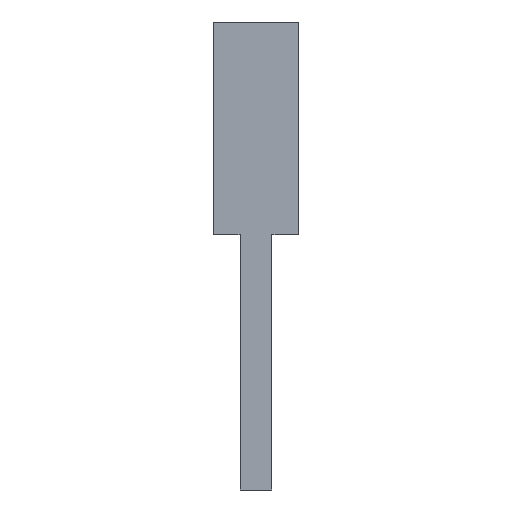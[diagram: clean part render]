
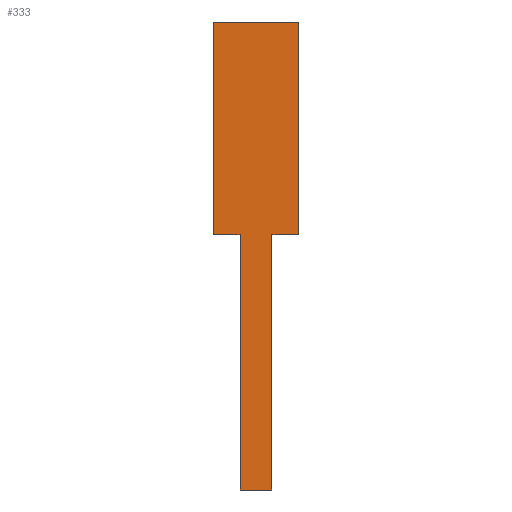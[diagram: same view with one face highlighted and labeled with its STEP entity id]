
A CAD part, left-side view. The second image highlights one B-rep face of the part: STEP entity #333.
In plain terms, the highlighted planar face has unit normal (-1, 0, 0).
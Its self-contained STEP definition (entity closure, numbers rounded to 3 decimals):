
#5 = CARTESIAN_POINT ( 'NONE',  ( -6., -2., 0. ) ) ;
#18 = VERTEX_POINT ( 'NONE', #5 ) ;
#19 = EDGE_CURVE ( 'NONE', #129, #65, #172, .T. ) ;
#25 = CARTESIAN_POINT ( 'NONE',  ( -6., 0., 0. ) ) ;
#28 = DIRECTION ( 'NONE',  ( 0., 0., -1. ) ) ;
#29 = VERTEX_POINT ( 'NONE', #87 ) ;
#35 = DIRECTION ( 'NONE',  ( 0., -1., 0. ) ) ;
#44 = CARTESIAN_POINT ( 'NONE',  ( -6., -2., -10. ) ) ;
#45 = ORIENTED_EDGE ( 'NONE', *, *, #252, .F. ) ;
#46 = CARTESIAN_POINT ( 'NONE',  ( -6., 0.75, -10. ) ) ;
#53 = CARTESIAN_POINT ( 'NONE',  ( -6., -0.75, -10. ) ) ;
#63 = LINE ( 'NONE', #118, #81 ) ;
#65 = VERTEX_POINT ( 'NONE', #226 ) ;
#67 = CARTESIAN_POINT ( 'NONE',  ( -6., 0.75, -22. ) ) ;
#71 = EDGE_CURVE ( 'NONE', #302, #209, #161, .T. ) ;
#81 = VECTOR ( 'NONE', #120, 1000. ) ;
#87 = CARTESIAN_POINT ( 'NONE',  ( -6., 0.75, -22. ) ) ;
#89 = CARTESIAN_POINT ( 'NONE',  ( -6., -0.75, -10. ) ) ;
#97 = LINE ( 'NONE', #67, #169 ) ;
#102 = ORIENTED_EDGE ( 'NONE', *, *, #181, .F. ) ;
#114 = VECTOR ( 'NONE', #35, 1000. ) ;
#118 = CARTESIAN_POINT ( 'NONE',  ( -6., -2., -10. ) ) ;
#120 = DIRECTION ( 'NONE',  ( 0., 0., -1. ) ) ;
#127 = LINE ( 'NONE', #167, #214 ) ;
#129 = VERTEX_POINT ( 'NONE', #279 ) ;
#144 = DIRECTION ( 'NONE',  ( 0., 0., 1. ) ) ;
#147 = EDGE_LOOP ( 'NONE', ( #321, #153, #308, #102, #193, #45, #163, #242 ) ) ;
#153 = ORIENTED_EDGE ( 'NONE', *, *, #19, .F. ) ;
#156 = VECTOR ( 'NONE', #28, 1000. ) ;
#161 = LINE ( 'NONE', #53, #251 ) ;
#162 = EDGE_CURVE ( 'NONE', #65, #18, #229, .T. ) ;
#163 = ORIENTED_EDGE ( 'NONE', *, *, #71, .F. ) ;
#164 = CARTESIAN_POINT ( 'NONE',  ( -6., 2., -10. ) ) ;
#166 = VERTEX_POINT ( 'NONE', #284 ) ;
#167 = CARTESIAN_POINT ( 'NONE',  ( -6., -0.75, -22. ) ) ;
#168 = DIRECTION ( 'NONE',  ( 0., 1., 0. ) ) ;
#169 = VECTOR ( 'NONE', #317, 1000. ) ;
#170 = VECTOR ( 'NONE', #334, 1000. ) ;
#172 = LINE ( 'NONE', #204, #170 ) ;
#181 = EDGE_CURVE ( 'NONE', #29, #314, #97, .T. ) ;
#193 = ORIENTED_EDGE ( 'NONE', *, *, #305, .F. ) ;
#204 = CARTESIAN_POINT ( 'NONE',  ( -6., 2., -10. ) ) ;
#209 = VERTEX_POINT ( 'NONE', #89 ) ;
#211 = FACE_OUTER_BOUND ( 'NONE', #147, .T. ) ;
#213 = PLANE ( 'NONE',  #324 ) ;
#214 = VECTOR ( 'NONE', #168, 1000. ) ;
#218 = DIRECTION ( 'NONE',  ( -1., 0., 0. ) ) ;
#220 = VECTOR ( 'NONE', #327, 1000. ) ;
#226 = CARTESIAN_POINT ( 'NONE',  ( -6., 2., 0. ) ) ;
#229 = LINE ( 'NONE', #315, #114 ) ;
#242 = ORIENTED_EDGE ( 'NONE', *, *, #330, .F. ) ;
#251 = VECTOR ( 'NONE', #281, 1000. ) ;
#252 = EDGE_CURVE ( 'NONE', #209, #166, #276, .T. ) ;
#261 = CARTESIAN_POINT ( 'NONE',  ( -6., -0.75, -10. ) ) ;
#263 = LINE ( 'NONE', #164, #220 ) ;
#276 = LINE ( 'NONE', #261, #156 ) ;
#279 = CARTESIAN_POINT ( 'NONE',  ( -6., 2., -10. ) ) ;
#281 = DIRECTION ( 'NONE',  ( 0., 1., 0. ) ) ;
#284 = CARTESIAN_POINT ( 'NONE',  ( -6., -0.75, -22. ) ) ;
#290 = EDGE_CURVE ( 'NONE', #314, #129, #263, .T. ) ;
#302 = VERTEX_POINT ( 'NONE', #44 ) ;
#305 = EDGE_CURVE ( 'NONE', #166, #29, #127, .T. ) ;
#308 = ORIENTED_EDGE ( 'NONE', *, *, #290, .F. ) ;
#314 = VERTEX_POINT ( 'NONE', #46 ) ;
#315 = CARTESIAN_POINT ( 'NONE',  ( -6., 2., 0. ) ) ;
#317 = DIRECTION ( 'NONE',  ( 0., 0., 1. ) ) ;
#321 = ORIENTED_EDGE ( 'NONE', *, *, #162, .F. ) ;
#324 = AXIS2_PLACEMENT_3D ( 'NONE', #25, #218, #144 ) ;
#327 = DIRECTION ( 'NONE',  ( 0., 1., 0. ) ) ;
#330 = EDGE_CURVE ( 'NONE', #18, #302, #63, .T. ) ;
#333 = ADVANCED_FACE ( 'NONE', ( #211 ), #213, .T. ) ;
#334 = DIRECTION ( 'NONE',  ( 0., 0., 1. ) ) ;
